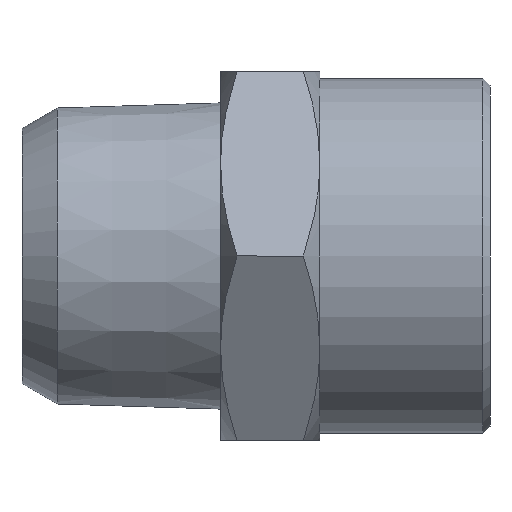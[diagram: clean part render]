
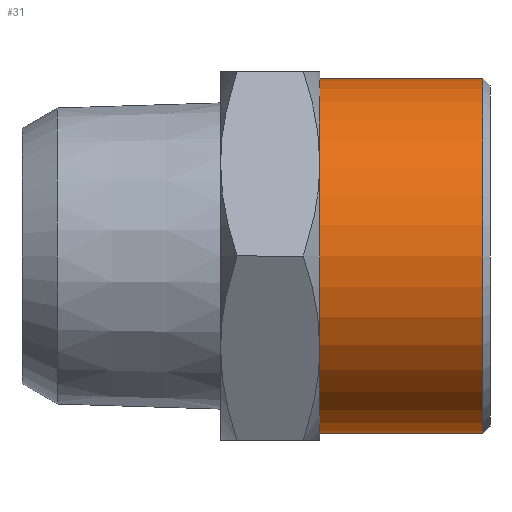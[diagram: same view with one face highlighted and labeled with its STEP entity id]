
A CAD part, left-side view. The second image highlights one B-rep face of the part: STEP entity #31.
In plain terms, the highlighted cylindrical face has radius 12.5 mm (diameter 25 mm), a partial arc.
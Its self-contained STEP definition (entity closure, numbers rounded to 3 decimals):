
#31 = ADVANCED_FACE ( 'NONE', ( #968 ), #1029, .T. ) ;
#87 = AXIS2_PLACEMENT_3D ( 'NONE', #338, #343, #334 ) ;
#90 = AXIS2_PLACEMENT_3D ( 'NONE', #245, #242, #241 ) ;
#122 = AXIS2_PLACEMENT_3D ( 'NONE', #526, #524, #528 ) ;
#147 = EDGE_CURVE ( 'NONE', #1078, #785, #830, .T. ) ;
#148 = EDGE_CURVE ( 'NONE', #791, #783, #836, .T. ) ;
#174 = EDGE_CURVE ( 'NONE', #791, #1078, #1131, .T. ) ;
#179 = EDGE_CURVE ( 'NONE', #783, #785, #1141, .T. ) ;
#241 = DIRECTION ( 'NONE',  ( 0., 0., -1. ) ) ;
#242 = DIRECTION ( 'NONE',  ( 0., 1., 0. ) ) ;
#245 = CARTESIAN_POINT ( 'NONE',  ( 0., 12., 0. ) ) ;
#260 = CARTESIAN_POINT ( 'NONE',  ( 0., 12., 12.5 ) ) ;
#296 = CARTESIAN_POINT ( 'NONE',  ( 0., 12., -12.5 ) ) ;
#298 = CARTESIAN_POINT ( 'NONE',  ( 0., 12., -12.5 ) ) ;
#308 = CARTESIAN_POINT ( 'NONE',  ( 0., 0.5, 12.5 ) ) ;
#334 = DIRECTION ( 'NONE',  ( 0., 0., 1. ) ) ;
#336 = CARTESIAN_POINT ( 'NONE',  ( 0., 0.5, -12.5 ) ) ;
#338 = CARTESIAN_POINT ( 'NONE',  ( 0., 0.5, 0. ) ) ;
#343 = DIRECTION ( 'NONE',  ( 0., 1., 0. ) ) ;
#426 = CARTESIAN_POINT ( 'NONE',  ( 0., 12., 12.5 ) ) ;
#433 = DIRECTION ( 'NONE',  ( 0., -1., 0. ) ) ;
#471 = DIRECTION ( 'NONE',  ( 0., -1., 0. ) ) ;
#524 = DIRECTION ( 'NONE',  ( 0., -1., 0. ) ) ;
#526 = CARTESIAN_POINT ( 'NONE',  ( 0., 12., 0. ) ) ;
#528 = DIRECTION ( 'NONE',  ( 0., 0., -1. ) ) ;
#783 = VERTEX_POINT ( 'NONE', #336 ) ;
#785 = VERTEX_POINT ( 'NONE', #308 ) ;
#791 = VERTEX_POINT ( 'NONE', #298 ) ;
#830 = LINE ( 'NONE', #426, #834 ) ;
#831 = VECTOR ( 'NONE', #471, 1000. ) ;
#834 = VECTOR ( 'NONE', #433, 1000. ) ;
#836 = LINE ( 'NONE', #296, #831 ) ;
#878 = EDGE_LOOP ( 'NONE', ( #999, #996, #997, #911 ) ) ;
#911 = ORIENTED_EDGE ( 'NONE', *, *, #179, .T. ) ;
#968 = FACE_OUTER_BOUND ( 'NONE', #878, .T. ) ;
#996 = ORIENTED_EDGE ( 'NONE', *, *, #174, .F. ) ;
#997 = ORIENTED_EDGE ( 'NONE', *, *, #148, .T. ) ;
#999 = ORIENTED_EDGE ( 'NONE', *, *, #147, .F. ) ;
#1029 = CYLINDRICAL_SURFACE ( 'NONE', #122, 12.5 ) ;
#1078 = VERTEX_POINT ( 'NONE', #260 ) ;
#1131 = CIRCLE ( 'NONE', #90, 12.5 ) ;
#1141 = CIRCLE ( 'NONE', #87, 12.5 ) ;
